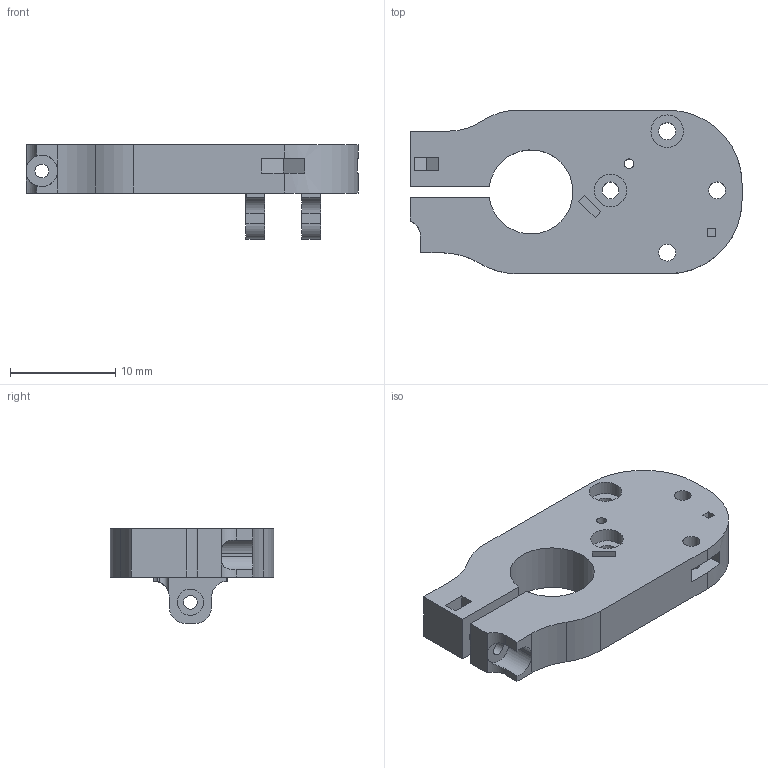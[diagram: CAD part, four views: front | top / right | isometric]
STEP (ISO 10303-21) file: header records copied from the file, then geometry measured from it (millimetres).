
FILE_DESCRIPTION(/* description */ (''),/* implementation_level */ '2;1');
FILE_NAME(/* name */ 'stereotax_attachment.step',/* time_stamp */ '2025-12-15T15:34:12-05:00',/* author */ (''),/* organization */ (''),/* preprocessor_version */ 'ST-DEVELOPER v20.1',/* originating_system */ 'Autodesk Translation Framework v14.21.0.0',/* authorisation */ '');
FILE_SCHEMA (('AUTOMOTIVE_DESIGN { 1 0 10303 214 3 1 1 }'));
Length unit declared in the file: millimetre
Products named in the file (1): 2025-12-15-15-34-11-842
Bounding box: 31.56 x 15.55 x 9 mm (x, y, z)
Volume: 1681.8 mm3; surface area: 1678.1 mm2
Topology: 1 solids, 1 shells, 108 faces, 289 edges, 191 vertices
Faces by surface type: plane 71, cylinder 37
Full cylindrical faces by diameter (mm): 0.9 x1, 1.3 x5, 1.6 x6, 2.5 x1, 3.1 x2
Entity records: 3500 total; most frequent: CARTESIAN_POINT 640, DIRECTION 580, ORIENTED_EDGE 578, EDGE_CURVE 289, LINE 206, VECTOR 206, VERTEX_POINT 191, AXIS2_PLACEMENT_3D 187
